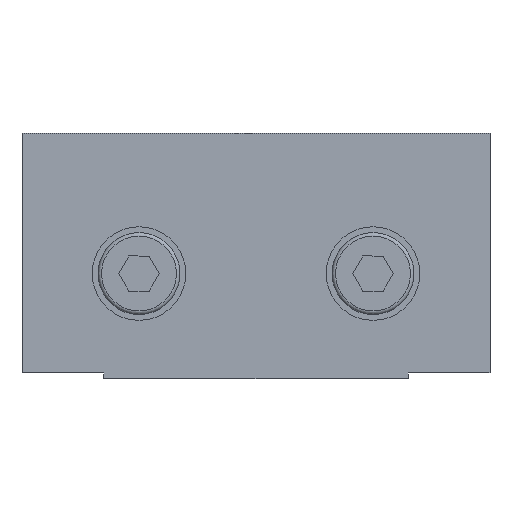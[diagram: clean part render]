
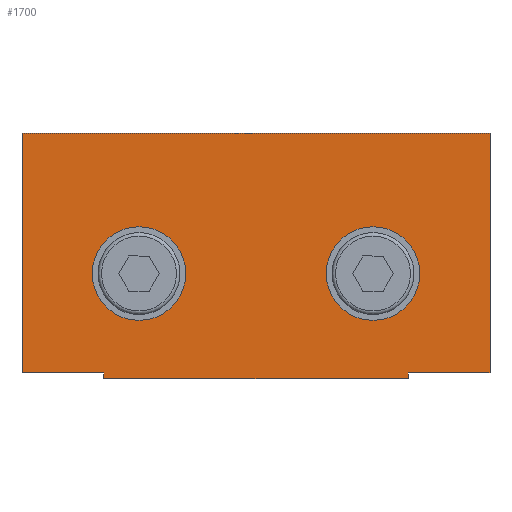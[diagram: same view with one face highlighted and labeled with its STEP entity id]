
A CAD part, front view. The second image highlights one B-rep face of the part: STEP entity #1700.
In plain terms, the highlighted planar face has unit normal (0, -1, 0).
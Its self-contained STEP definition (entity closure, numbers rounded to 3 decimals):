
#1700 = ADVANCED_FACE( '', ( #3591, #3592, #3593 ), #3594, .T. );
#3591 = FACE_BOUND( '', #8853, .T. );
#3592 = FACE_BOUND( '', #8854, .T. );
#3593 = FACE_OUTER_BOUND( '', #8855, .T. );
#3594 = PLANE( '', #8856 );
#8853 = EDGE_LOOP( '', ( #13775 ) );
#8854 = EDGE_LOOP( '', ( #13776 ) );
#8855 = EDGE_LOOP( '', ( #13777, #13778, #13779, #13780, #13781, #13782, #13783, #13784 ) );
#8856 = AXIS2_PLACEMENT_3D( '', #13785, #13786, #13787 );
#13775 = ORIENTED_EDGE( '', *, *, #15420, .T. );
#13776 = ORIENTED_EDGE( '', *, *, #16935, .T. );
#13777 = ORIENTED_EDGE( '', *, *, #16160, .T. );
#13778 = ORIENTED_EDGE( '', *, *, #15931, .T. );
#13779 = ORIENTED_EDGE( '', *, *, #16346, .T. );
#13780 = ORIENTED_EDGE( '', *, *, #16762, .F. );
#13781 = ORIENTED_EDGE( '', *, *, #16353, .T. );
#13782 = ORIENTED_EDGE( '', *, *, #16936, .T. );
#13783 = ORIENTED_EDGE( '', *, *, #16130, .F. );
#13784 = ORIENTED_EDGE( '', *, *, #15341, .F. );
#13785 = CARTESIAN_POINT( '', ( -20., -71., -10.5 ) );
#13786 = DIRECTION( '', ( 0., -1., 0. ) );
#13787 = DIRECTION( '', ( -1., 0., 0. ) );
#15341 = EDGE_CURVE( '', #17846, #17848, #17849, .T. );
#15420 = EDGE_CURVE( '', #17986, #17986, #17987, .T. );
#15931 = EDGE_CURVE( '', #18789, #18786, #18790, .T. );
#16130 = EDGE_CURVE( '', #17848, #19067, #19068, .T. );
#16160 = EDGE_CURVE( '', #17846, #18789, #19105, .T. );
#16346 = EDGE_CURVE( '', #18786, #19368, #19370, .T. );
#16353 = EDGE_CURVE( '', #19381, #19378, #19382, .T. );
#16762 = EDGE_CURVE( '', #19381, #19368, #19906, .T. );
#16935 = EDGE_CURVE( '', #20106, #20106, #20107, .T. );
#16936 = EDGE_CURVE( '', #19378, #19067, #20108, .T. );
#17846 = VERTEX_POINT( '', #21499 );
#17848 = VERTEX_POINT( '', #21502 );
#17849 = LINE( '', #21503, #21504 );
#17986 = VERTEX_POINT( '', #21683 );
#17987 = CIRCLE( '', #21684, 4. );
#18786 = VERTEX_POINT( '', #22981 );
#18789 = VERTEX_POINT( '', #22985 );
#18790 = LINE( '', #22986, #22987 );
#19067 = VERTEX_POINT( '', #23425 );
#19068 = LINE( '', #23426, #23427 );
#19105 = LINE( '', #23480, #23481 );
#19368 = VERTEX_POINT( '', #23937 );
#19370 = LINE( '', #23940, #23941 );
#19378 = VERTEX_POINT( '', #23952 );
#19381 = VERTEX_POINT( '', #23956 );
#19382 = LINE( '', #23957, #23958 );
#19906 = LINE( '', #24804, #24805 );
#20106 = VERTEX_POINT( '', #25117 );
#20107 = CIRCLE( '', #25118, 4. );
#20108 = LINE( '', #25119, #25120 );
#21499 = CARTESIAN_POINT( '', ( -20., -71., -10. ) );
#21502 = CARTESIAN_POINT( '', ( -20., -71., 10.5 ) );
#21503 = CARTESIAN_POINT( '', ( -20., -71., -10.5 ) );
#21504 = VECTOR( '', #25906, 1000. );
#21683 = CARTESIAN_POINT( '', ( 10., -71., -5.5 ) );
#21684 = AXIS2_PLACEMENT_3D( '', #26012, #26013, #26014 );
#22981 = CARTESIAN_POINT( '', ( -13., -71., -10.5 ) );
#22985 = CARTESIAN_POINT( '', ( -13., -71., -10. ) );
#22986 = CARTESIAN_POINT( '', ( -13., -71., -10. ) );
#22987 = VECTOR( '', #26688, 1000. );
#23425 = CARTESIAN_POINT( '', ( 20., -71., 10.5 ) );
#23426 = CARTESIAN_POINT( '', ( -20., -71., 10.5 ) );
#23427 = VECTOR( '', #26907, 1000. );
#23480 = CARTESIAN_POINT( '', ( -20., -71., -10. ) );
#23481 = VECTOR( '', #26942, 1000. );
#23937 = CARTESIAN_POINT( '', ( 13., -71., -10.5 ) );
#23940 = CARTESIAN_POINT( '', ( -20., -71., -10.5 ) );
#23941 = VECTOR( '', #27151, 1000. );
#23952 = CARTESIAN_POINT( '', ( 20., -71., -10. ) );
#23956 = CARTESIAN_POINT( '', ( 13., -71., -10. ) );
#23957 = CARTESIAN_POINT( '', ( 13., -71., -10. ) );
#23958 = VECTOR( '', #27156, 1000. );
#24804 = CARTESIAN_POINT( '', ( 13., -71., -10. ) );
#24805 = VECTOR( '', #27585, 1000. );
#25117 = CARTESIAN_POINT( '', ( -10., -71., -5.5 ) );
#25118 = AXIS2_PLACEMENT_3D( '', #27742, #27743, #27744 );
#25119 = CARTESIAN_POINT( '', ( 20., -71., -10.5 ) );
#25120 = VECTOR( '', #27745, 1000. );
#25906 = DIRECTION( '', ( 0., 0., 1. ) );
#26012 = CARTESIAN_POINT( '', ( 10., -71., -1.5 ) );
#26013 = DIRECTION( '', ( 0., 1., 0. ) );
#26014 = DIRECTION( '', ( 0., 0., -1. ) );
#26688 = DIRECTION( '', ( 0., 0., -1. ) );
#26907 = DIRECTION( '', ( 1., 0., 0. ) );
#26942 = DIRECTION( '', ( 1., 0., 0. ) );
#27151 = DIRECTION( '', ( 1., 0., 0. ) );
#27156 = DIRECTION( '', ( 1., 0., 0. ) );
#27585 = DIRECTION( '', ( 0., 0., -1. ) );
#27742 = CARTESIAN_POINT( '', ( -10., -71., -1.5 ) );
#27743 = DIRECTION( '', ( 0., 1., 0. ) );
#27744 = DIRECTION( '', ( 0., 0., -1. ) );
#27745 = DIRECTION( '', ( 0., 0., 1. ) );
